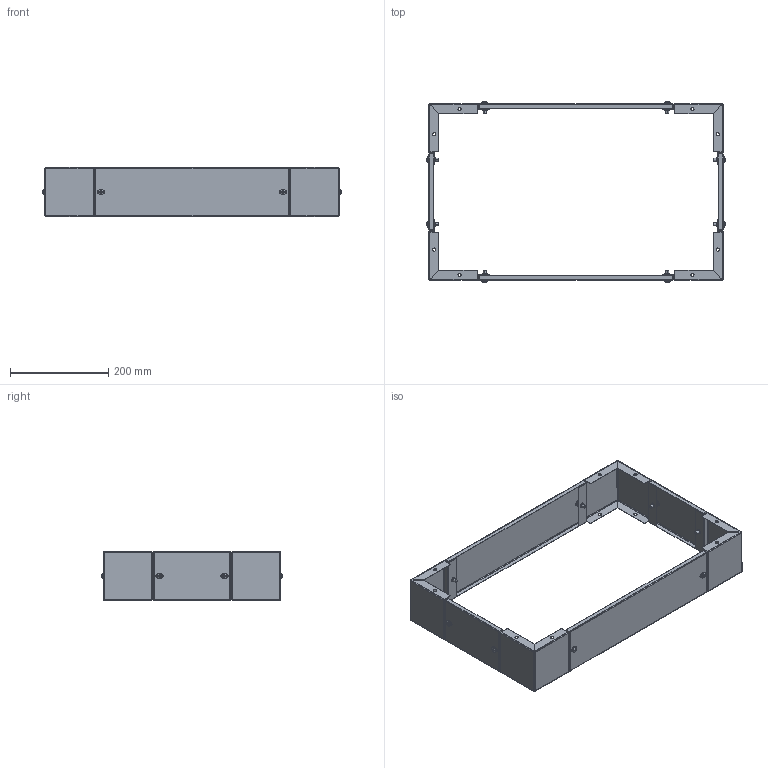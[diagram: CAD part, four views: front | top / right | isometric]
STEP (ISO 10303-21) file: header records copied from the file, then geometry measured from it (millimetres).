
FILE_DESCRIPTION (( 'STEP AP214' ), '1' );
FILE_NAME ('Öîêîëü â ñáîðå 100õ600õ400.STEP', '2020-12-25T12:48:21', ( '' ), ( '' ), 'SwSTEP 2.0', 'SolidWorks 2019', '' );
FILE_SCHEMA (( 'AUTOMOTIVE_DESIGN' ));
Length unit declared in the file: millimetre
Products named in the file (10): Çàêëåïêà-ãàéêà Ì6 óìåíüøåííûé áîðò; 赶鎀; Ïàíåëü áîëüøàÿ; Óãîë â ñáîðå; Öîêîëü â ñáîðå 100õ600õ400; Ïàíåëü ìàëàÿ; pan head cross recess screw_din_ISO 7045 - M6 x 20 - Z --- 20N
Assembly tree (28 placements, depth 3):
  Öîêîëü â ñáîðå 100õ600õ400
    Óãîë â ñáîðå
      赶鎀
      Çàêëåïêà-ãàéêà Ì6 óìåíüøåííûé áîðò  x2
    Óãîë â ñáîðå
      赶鎀
      Çàêëåïêà-ãàéêà Ì6 óìåíüøåííûé áîðò  x2
    Óãîë â ñáîðå
      赶鎀
      Çàêëåïêà-ãàéêà Ì6 óìåíüøåííûé áîðò  x2
    Ïàíåëü ìàëàÿ  x2
    Ïàíåëü áîëüøàÿ  x2
    Óãîë â ñáîðå
      赶鎀
      Çàêëåïêà-ãàéêà Ì6 óìåíüøåííûé áîðò  x2
    pan head cross recess screw_din_ISO 7045 - M6 x 20 - Z --- 20N  x8
Bounding box: 608.97 x 368.97 x 100 mm (x, y, z)
Volume: 224065.1 mm3; surface area: 550821.8 mm2
Topology: 24 solids, 24 shells, 1056 faces, 2320 edges, 1320 vertices
Faces by surface type: plane 504, cylinder 280, cone 160, bspline 48, torus 48, sphere 16
Entity records: 8088 total; most frequent: CARTESIAN_POINT 2328, DIRECTION 1160, ORIENTED_EDGE 1068, EDGE_CURVE 534, AXIS2_PLACEMENT_3D 413, LINE 334, VECTOR 334, VERTEX_POINT 301
